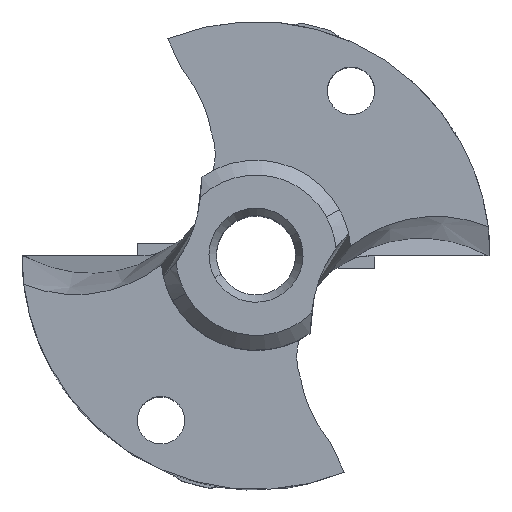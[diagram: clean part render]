
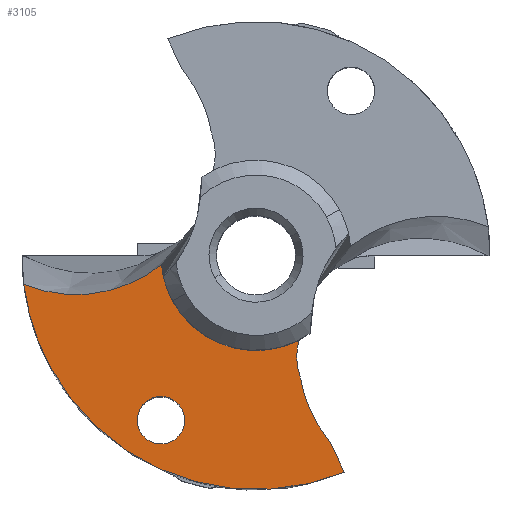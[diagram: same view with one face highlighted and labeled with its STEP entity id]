
A CAD part, top view. The second image highlights one B-rep face of the part: STEP entity #3105.
In plain terms, the highlighted planar face has unit normal (0, 0, 1).
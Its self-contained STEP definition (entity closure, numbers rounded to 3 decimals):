
#281=AXIS2_PLACEMENT_3D('Circle Axis2P3D',#279,#280,$) ;
#821=AXIS2_PLACEMENT_3D('Circle Axis2P3D',#819,#820,$) ;
#840=AXIS2_PLACEMENT_3D('Circle Axis2P3D',#838,#839,$) ;
#1927=AXIS2_PLACEMENT_3D('Circle Axis2P3D',#1925,#1926,$) ;
#2767=AXIS2_PLACEMENT_3D('Plane Axis2P3D',#2764,#2765,#2766) ;
#2937=AXIS2_PLACEMENT_3D('Circle Axis2P3D',#2935,#2936,$) ;
#3088=AXIS2_PLACEMENT_3D('Circle Axis2P3D',#3086,#3087,$) ;
#276=CARTESIAN_POINT('Vertex',(-13.822,-7.551,0.)) ;
#279=CARTESIAN_POINT('Axis2P3D Location',(0.,0.,0.)) ;
#283=CARTESIAN_POINT('Vertex',(-15.632,-1.928,0.)) ;
#449=CARTESIAN_POINT('Vertex',(5.003,-12.571,0.)) ;
#453=CARTESIAN_POINT('Control Point',(5.003,-12.571,0.)) ;
#454=CARTESIAN_POINT('Control Point',(5.191,-12.974,0.)) ;
#455=CARTESIAN_POINT('Control Point',(5.378,-13.377,0.)) ;
#456=CARTESIAN_POINT('Control Point',(5.566,-13.78,0.)) ;
#457=CARTESIAN_POINT('Control Point',(5.754,-14.183,0.)) ;
#458=CARTESIAN_POINT('Control Point',(5.942,-14.586,0.)) ;
#459=CARTESIAN_POINT('Vertex',(5.942,-14.586,0.)) ;
#614=CARTESIAN_POINT('Control Point',(-15.632,-1.928,0.)) ;
#615=CARTESIAN_POINT('Control Point',(-13.897,-2.657,0.)) ;
#616=CARTESIAN_POINT('Control Point',(-11.89,-2.974,0.)) ;
#617=CARTESIAN_POINT('Control Point',(-9.776,-2.686,0.)) ;
#618=CARTESIAN_POINT('Control Point',(-7.894,-1.833,0.)) ;
#619=CARTESIAN_POINT('Control Point',(-6.37,-0.616,0.)) ;
#620=CARTESIAN_POINT('Vertex',(-6.37,-0.616,0.)) ;
#816=CARTESIAN_POINT('Vertex',(-6.4,-9.485,0.)) ;
#819=CARTESIAN_POINT('Axis2P3D Location',(-6.4,-11.085,0.)) ;
#823=CARTESIAN_POINT('Vertex',(-6.4,-12.685,0.)) ;
#838=CARTESIAN_POINT('Axis2P3D Location',(-6.4,-11.085,0.)) ;
#876=CARTESIAN_POINT('Vertex',(2.999,-8.248,0.)) ;
#880=CARTESIAN_POINT('Control Point',(5.003,-12.571,0.)) ;
#881=CARTESIAN_POINT('Control Point',(4.239,-11.661,0.)) ;
#882=CARTESIAN_POINT('Control Point',(3.62,-10.601,0.)) ;
#883=CARTESIAN_POINT('Control Point',(3.205,-9.439,0.)) ;
#884=CARTESIAN_POINT('Control Point',(2.999,-8.248,0.)) ;
#1922=CARTESIAN_POINT('Vertex',(-5.617,-3.068,0.)) ;
#1925=CARTESIAN_POINT('Axis2P3D Location',(0.,0.,0.)) ;
#1929=CARTESIAN_POINT('Vertex',(2.899,-5.706,0.)) ;
#2764=CARTESIAN_POINT('Axis2P3D Location',(15.75,0.,0.)) ;
#2935=CARTESIAN_POINT('Axis2P3D Location',(0.,0.,0.)) ;
#3015=CARTESIAN_POINT('Control Point',(2.999,-8.248,0.)) ;
#3016=CARTESIAN_POINT('Control Point',(2.774,-7.657,0.)) ;
#3017=CARTESIAN_POINT('Control Point',(2.67,-7.007,0.)) ;
#3018=CARTESIAN_POINT('Control Point',(2.714,-6.339,0.)) ;
#3019=CARTESIAN_POINT('Control Point',(2.899,-5.706,0.)) ;
#3086=CARTESIAN_POINT('Axis2P3D Location',(0.,0.,0.)) ;
#280=DIRECTION('Axis2P3D Direction',(0.,0.,1.)) ;
#820=DIRECTION('Axis2P3D Direction',(-0.,0.,-1.)) ;
#839=DIRECTION('Axis2P3D Direction',(-0.,0.,-1.)) ;
#1926=DIRECTION('Axis2P3D Direction',(0.,0.,1.)) ;
#2765=DIRECTION('Axis2P3D Direction',(0.,0.,1.)) ;
#2766=DIRECTION('Axis2P3D XDirection',(1.,0.,0.)) ;
#2936=DIRECTION('Axis2P3D Direction',(0.,0.,1.)) ;
#3087=DIRECTION('Axis2P3D Direction',(0.,0.,1.)) ;
#3092=ORIENTED_EDGE('',*,*,#885,.T.) ;
#3093=ORIENTED_EDGE('',*,*,#3020,.T.) ;
#3094=ORIENTED_EDGE('',*,*,#1931,.F.) ;
#3095=ORIENTED_EDGE('',*,*,#2939,.F.) ;
#3096=ORIENTED_EDGE('',*,*,#622,.F.) ;
#3097=ORIENTED_EDGE('',*,*,#285,.T.) ;
#3098=ORIENTED_EDGE('',*,*,#3090,.T.) ;
#3099=ORIENTED_EDGE('',*,*,#461,.F.) ;
#3102=ORIENTED_EDGE('',*,*,#825,.T.) ;
#3103=ORIENTED_EDGE('',*,*,#842,.T.) ;
#3104=FACE_BOUND('',#3101,.T.) ;
#3105=ADVANCED_FACE('NOCUT',(#3100,#3104),#2768,.T.) ;
#452=B_SPLINE_CURVE_WITH_KNOTS('',5,(#453,#454,#455,#456,#457,#458),.UNSPECIFIED.,.F.,.U.,(6,6),(0.482,2.705),.UNSPECIFIED.) ;
#613=B_SPLINE_CURVE_WITH_KNOTS('',5,(#614,#615,#616,#617,#618,#619),.UNSPECIFIED.,.F.,.U.,(6,6),(0.19,14.012),.UNSPECIFIED.) ;
#879=B_SPLINE_CURVE_WITH_KNOTS('',4,(#880,#881,#882,#883,#884),.UNSPECIFIED.,.F.,.U.,(5,5),(4.649,11.374),.UNSPECIFIED.) ;
#3014=B_SPLINE_CURVE_WITH_KNOTS('',4,(#3015,#3016,#3017,#3018,#3019),.UNSPECIFIED.,.F.,.U.,(5,5),(0.433,4.139),.UNSPECIFIED.) ;
#282=CIRCLE('generated circle',#281,15.75) ;
#822=CIRCLE('generated circle',#821,1.6) ;
#841=CIRCLE('generated circle',#840,1.6) ;
#1928=CIRCLE('generated circle',#1927,6.4) ;
#2938=CIRCLE('generated circle',#2937,6.4) ;
#3089=CIRCLE('generated circle',#3088,15.75) ;
#285=EDGE_CURVE('',#284,#277,#282,.T.) ;
#461=EDGE_CURVE('',#450,#460,#452,.T.) ;
#622=EDGE_CURVE('',#284,#621,#613,.T.) ;
#825=EDGE_CURVE('',#824,#817,#822,.T.) ;
#842=EDGE_CURVE('',#817,#824,#841,.T.) ;
#885=EDGE_CURVE('',#450,#877,#879,.T.) ;
#1931=EDGE_CURVE('',#1923,#1930,#1928,.T.) ;
#2939=EDGE_CURVE('',#621,#1923,#2938,.T.) ;
#3020=EDGE_CURVE('',#877,#1930,#3014,.T.) ;
#3090=EDGE_CURVE('',#277,#460,#3089,.T.) ;
#3091=EDGE_LOOP('',(#3092,#3093,#3094,#3095,#3096,#3097,#3098,#3099)) ;
#3101=EDGE_LOOP('',(#3102,#3103)) ;
#3100=FACE_OUTER_BOUND('',#3091,.T.) ;
#2768=PLANE('',#2767) ;
#277=VERTEX_POINT('',#276) ;
#284=VERTEX_POINT('',#283) ;
#450=VERTEX_POINT('',#449) ;
#460=VERTEX_POINT('',#459) ;
#621=VERTEX_POINT('',#620) ;
#817=VERTEX_POINT('',#816) ;
#824=VERTEX_POINT('',#823) ;
#877=VERTEX_POINT('',#876) ;
#1923=VERTEX_POINT('',#1922) ;
#1930=VERTEX_POINT('',#1929) ;
